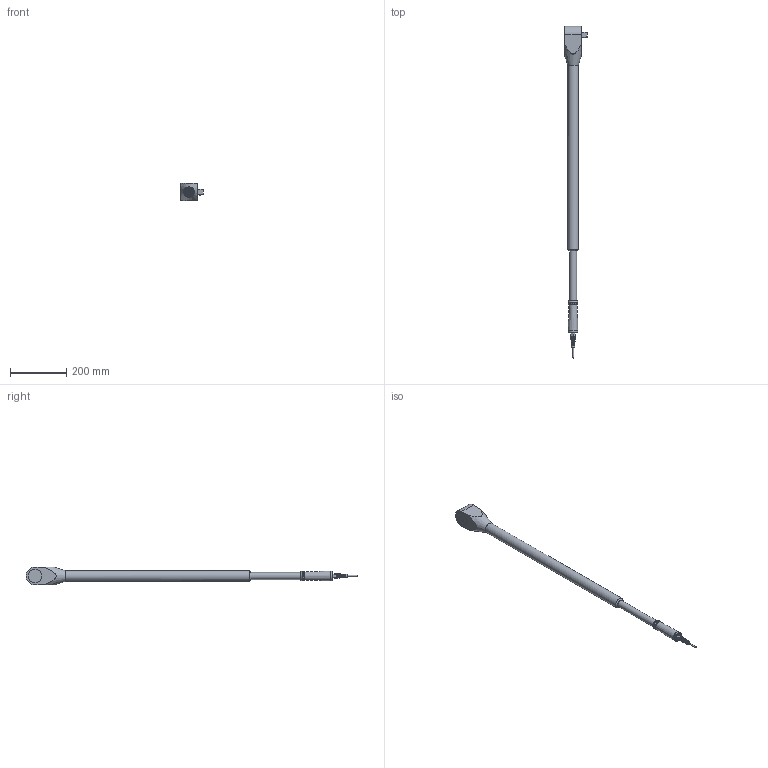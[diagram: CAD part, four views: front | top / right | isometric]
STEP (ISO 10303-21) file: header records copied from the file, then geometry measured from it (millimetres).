
FILE_DESCRIPTION((''),'2;1');
FILE_NAME('TAT510 6000 in-lb.stp','2011-03-07T16:06:31',('thomasl'),(''),'Autodesk Inventor 2011','Autodesk Inventor 2011','');
FILE_SCHEMA(('AUTOMOTIVE_DESIGN { 1 0 10303 214 1 1 1 1 }'));
Length unit declared in the file: inch
Products named in the file (2): FI1150 (SubstituteLevelofDetail1); FI1150_Substitute_3
Assembly tree (1 placements, depth 2):
  FI1150 (SubstituteLevelofDetail1)
    FI1150_Substitute_3
Bounding box: 79.81 x 1181.99 x 63.5 mm (x, y, z)
Volume: 1149649 mm3; surface area: 242134.2 mm2
Topology: 2 solids, 7 shells, 302 faces, 726 edges, 462 vertices
Faces by surface type: plane 156, cylinder 97, cone 35, bspline 6, torus 6, sphere 2
Full cylindrical faces by diameter (mm): 1.093 x2, 4.318 x3, 4.572 x1, 6.35 x2, 7.366 x1, 8.001 x1, 11.049 x1, 11.43 x1, 11.506 x1, 13.208 x1, 14.732 x1, 14.935 x1, 15.875 x2, 15.951 x1, 19.05 x1, 21.844 x1, 22.25 x1, 25.121 x2, 25.146 x1, 25.908 x1, 28.321 x1, 29.766 x1, 29.794 x1, 37.719 x1, 44.45 x1, 45.339 x1, 45.72 x2, 48.26 x1
Entity records: 10650 total; most frequent: CARTESIAN_POINT 3697, DIRECTION 1377, ORIENTED_EDGE 1286, EDGE_CURVE 643, AXIS2_PLACEMENT_3D 551, VERTEX_POINT 440, EDGE_LOOP 404, STYLED_ITEM 303
